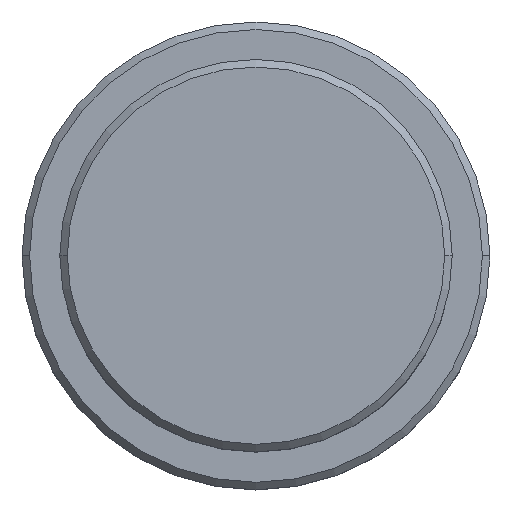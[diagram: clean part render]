
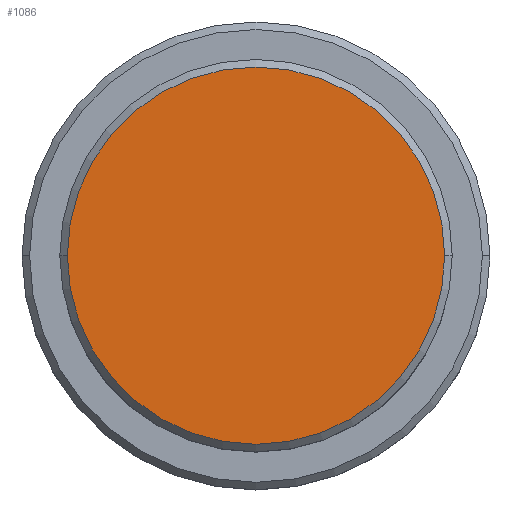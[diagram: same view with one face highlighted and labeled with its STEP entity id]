
A CAD part, top view. The second image highlights one B-rep face of the part: STEP entity #1086.
In plain terms, the highlighted planar face has unit normal (0, 0, 1).
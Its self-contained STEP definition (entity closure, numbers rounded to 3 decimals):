
#5 = DIRECTION ( 'NONE',  ( 1., 0., 0. ) ) ;
#93 = DIRECTION ( 'NONE',  ( 0., 0., 1. ) ) ;
#104 = CARTESIAN_POINT ( 'NONE',  ( 12.5, 0., 0. ) ) ;
#215 = PLANE ( 'NONE',  #794 ) ;
#221 = DIRECTION ( 'NONE',  ( 1., 0., 0. ) ) ;
#282 = VERTEX_POINT ( 'NONE', #446 ) ;
#306 = DIRECTION ( 'NONE',  ( 0., 0., 1. ) ) ;
#395 = DIRECTION ( 'NONE',  ( 0., 0., 1. ) ) ;
#435 = EDGE_CURVE ( 'NONE', #282, #654, #456, .T. ) ;
#446 = CARTESIAN_POINT ( 'NONE',  ( -12.5, 0., 0. ) ) ;
#456 = CIRCLE ( 'NONE', #641, 12.5 ) ;
#618 = AXIS2_PLACEMENT_3D ( 'NONE', #1416, #93, #221 ) ;
#641 = AXIS2_PLACEMENT_3D ( 'NONE', #814, #395, #850 ) ;
#646 = EDGE_CURVE ( 'NONE', #654, #282, #1397, .T. ) ;
#654 = VERTEX_POINT ( 'NONE', #104 ) ;
#728 = ORIENTED_EDGE ( 'NONE', *, *, #646, .T. ) ;
#763 = CARTESIAN_POINT ( 'NONE',  ( 0., 0., 0. ) ) ;
#794 = AXIS2_PLACEMENT_3D ( 'NONE', #763, #306, #5 ) ;
#814 = CARTESIAN_POINT ( 'NONE',  ( 0., 0., 0. ) ) ;
#850 = DIRECTION ( 'NONE',  ( 1., 0., 0. ) ) ;
#871 = FACE_OUTER_BOUND ( 'NONE', #1308, .T. ) ;
#1086 = ADVANCED_FACE ( 'NONE', ( #871 ), #215, .T. ) ;
#1186 = ORIENTED_EDGE ( 'NONE', *, *, #435, .T. ) ;
#1308 = EDGE_LOOP ( 'NONE', ( #1186, #728 ) ) ;
#1397 = CIRCLE ( 'NONE', #618, 12.5 ) ;
#1416 = CARTESIAN_POINT ( 'NONE',  ( 0., 0., 0. ) ) ;
